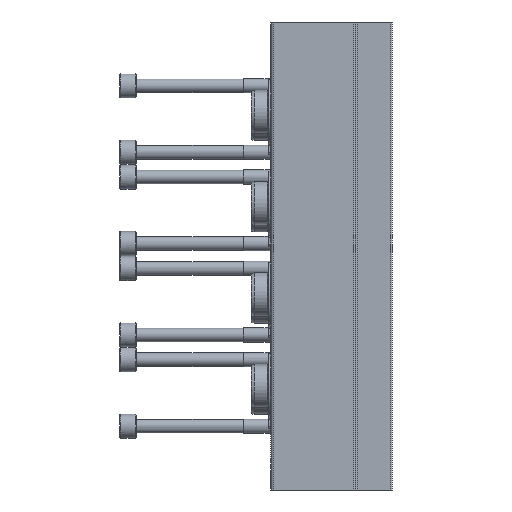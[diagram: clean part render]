
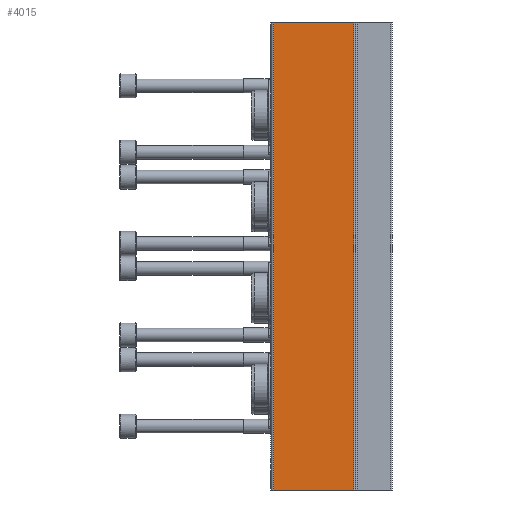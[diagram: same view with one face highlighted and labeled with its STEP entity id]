
A CAD part, left-side view. The second image highlights one B-rep face of the part: STEP entity #4015.
In plain terms, the highlighted planar face has unit normal (-1, 0, 0).
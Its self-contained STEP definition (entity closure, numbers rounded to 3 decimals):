
#153=PLANE('',#4329);
#266=LINE('',#6341,#546);
#267=LINE('',#6343,#547);
#268=LINE('',#6345,#548);
#269=LINE('',#6347,#549);
#546=VECTOR('',#4857,1000.);
#547=VECTOR('',#4860,1000.);
#548=VECTOR('',#4861,1000.);
#549=VECTOR('',#4862,1000.);
#1084=ORIENTED_EDGE('',*,*,#2170,.F.);
#1085=ORIENTED_EDGE('',*,*,#2169,.F.);
#1086=ORIENTED_EDGE('',*,*,#2171,.T.);
#1087=ORIENTED_EDGE('',*,*,#2172,.T.);
#2169=EDGE_CURVE('',#2712,#2710,#266,.T.);
#2170=EDGE_CURVE('',#2710,#2713,#267,.T.);
#2171=EDGE_CURVE('',#2712,#2714,#268,.T.);
#2172=EDGE_CURVE('',#2714,#2713,#269,.T.);
#2710=VERTEX_POINT('',#6336);
#2712=VERTEX_POINT('',#6340);
#2713=VERTEX_POINT('',#6344);
#2714=VERTEX_POINT('',#6346);
#3136=EDGE_LOOP('',(#1084,#1085,#1086,#1087));
#3530=FACE_BOUND('',#3136,.T.);
#4015=ADVANCED_FACE('',(#3530),#153,.T.);
#4329=AXIS2_PLACEMENT_3D('',#6342,#4858,#4859);
#4857=DIRECTION('',(0.,0.,1.));
#4858=DIRECTION('',(-1.,0.,0.));
#4859=DIRECTION('',(0.,0.,1.));
#4860=DIRECTION('',(0.,-1.,0.));
#4861=DIRECTION('',(0.,-1.,0.));
#4862=DIRECTION('',(0.,0.,1.));
#6336=CARTESIAN_POINT('',(-47.,41.5,0.));
#6340=CARTESIAN_POINT('',(-47.,41.5,-164.));
#6341=CARTESIAN_POINT('',(-47.,41.5,-164.));
#6342=CARTESIAN_POINT('',(-47.,41.5,-164.));
#6343=CARTESIAN_POINT('',(-47.,41.5,0.));
#6344=CARTESIAN_POINT('',(-47.,13.377,0.));
#6345=CARTESIAN_POINT('',(-47.,41.5,-164.));
#6346=CARTESIAN_POINT('',(-47.,13.377,-164.));
#6347=CARTESIAN_POINT('',(-47.,13.377,-164.));
